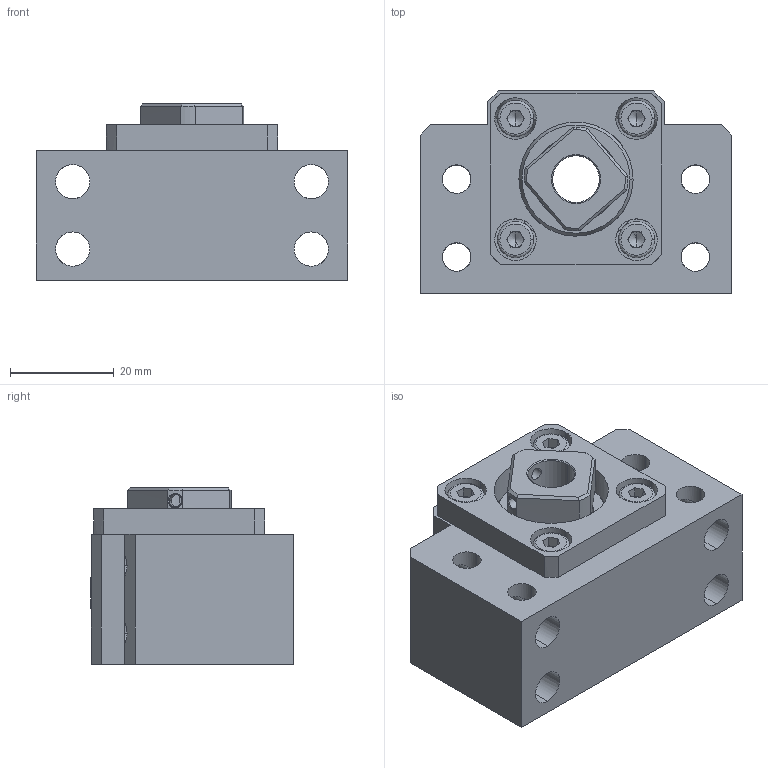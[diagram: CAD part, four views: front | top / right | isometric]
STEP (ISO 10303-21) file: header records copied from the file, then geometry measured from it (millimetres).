
FILE_DESCRIPTION (( 'STEP AP214' ), '1' );
FILE_NAME ('BK10.STEP', '2019-04-04T08:08:34', ( '' ), ( '' ), 'SwSTEP 2.0', 'SolidWorks 2015', '' );
FILE_SCHEMA (( 'AUTOMOTIVE_DESIGN' ));
Length unit declared in the file: millimetre
Products named in the file (1): BK10
Bounding box: 60 x 39.1 x 34 mm (x, y, z)
Surface area: 16433.8 mm2 (no closed solid volume)
Topology: 0 solids, 35 shells, 762 faces, 2184 edges, 1434 vertices
Faces by surface type: plane 614, cylinder 70, bspline 45, cone 33
Entity records: 30954 total; most frequent: CARTESIAN_POINT 10419, ORIENTED_EDGE 4183, DIRECTION 3494, EDGE_CURVE 2152, LINE 1744, VECTOR 1744, VERTEX_POINT 1434, AXIS2_PLACEMENT_3D 875
